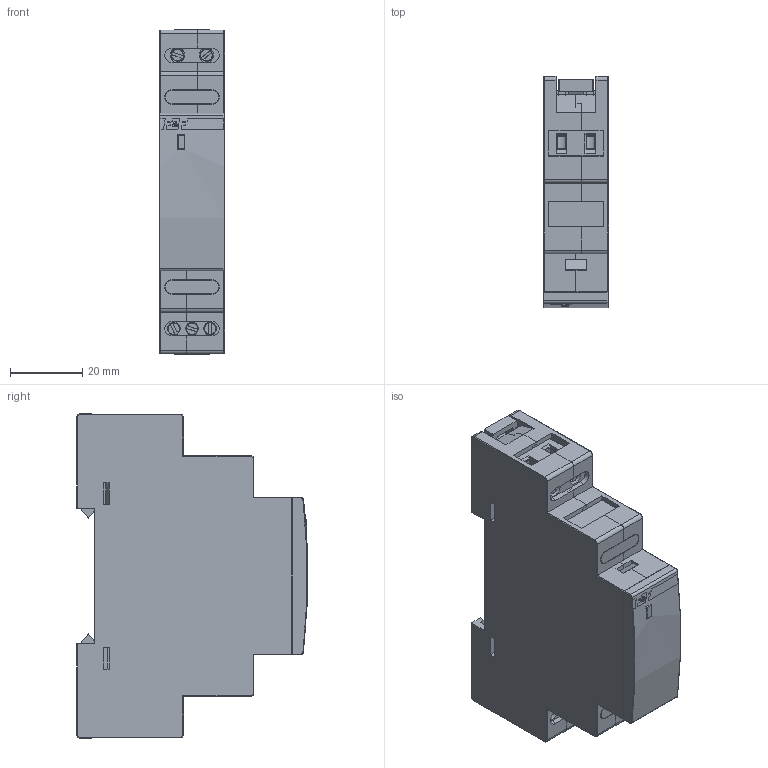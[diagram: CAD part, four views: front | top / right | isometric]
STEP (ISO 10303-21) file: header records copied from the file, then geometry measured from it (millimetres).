
FILE_DESCRIPTION(('STEP AP242'), '1');
FILE_NAME('PK-1P 鼁闉罻', '2024-10-11T12:26:47', (''), (''), 'C3D Converter', 'C3D Toolkit', '');
FILE_SCHEMA(('AP242_MANAGED_MODEL_BASED_3D_ENGINEERING_MIM_LF { 1 0 10303 442 1 1 4 }'));
Length unit declared in the file: millimetre
Assembly tree (16 placements, depth 3):
  (unnamed)
    (unnamed)  x2
    (unnamed)
      (unnamed)  x2
    (unnamed)
      (unnamed)
    (unnamed)
    (unnamed)  x2
    (unnamed)
      (unnamed)  x3
    (unnamed)  x2
Bounding box: 18.02 x 63.77 x 90 mm (x, y, z)
Volume: 25809.6 mm3; surface area: 35773.5 mm2
Topology: 25 solids, 25 shells, 921 faces, 2431 edges, 1564 vertices
Faces by surface type: plane 719, cylinder 103, extrusion 53, torus 22, cone 20, sphere 4
Full cylindrical faces by diameter (mm): 2 x5, 3.5 x3, 4 x2
Entity records: 20233 total; most frequent: CARTESIAN_POINT 3624, ORIENTED_EDGE 3144, DIRECTION 2801, EDGE_CURVE 1572, VECTOR 1321, LINE 1268, VERTEX_POINT 1029, AXIS2_PLACEMENT_3D 740
